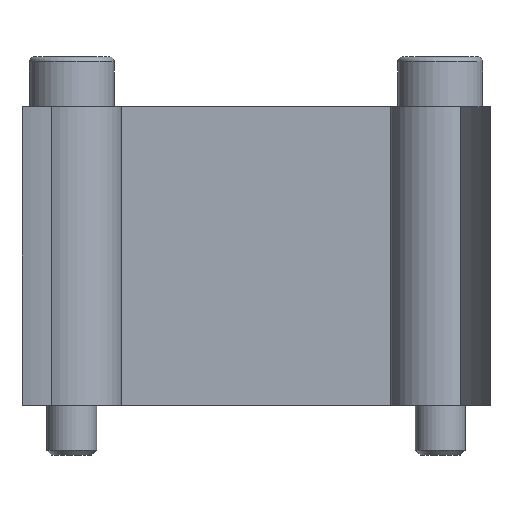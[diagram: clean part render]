
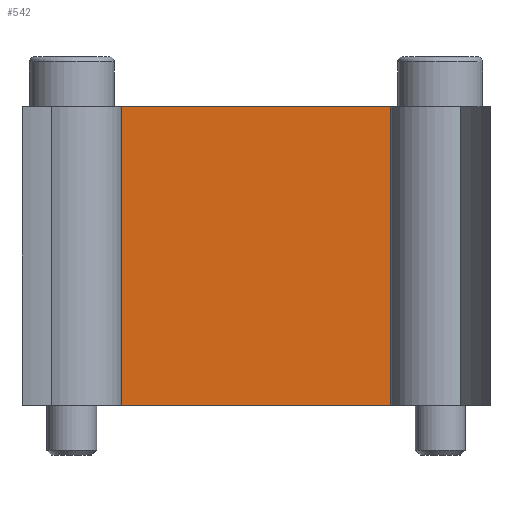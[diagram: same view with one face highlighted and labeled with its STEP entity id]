
A CAD part, front view. The second image highlights one B-rep face of the part: STEP entity #542.
In plain terms, the highlighted planar face has unit normal (0, -1, 0).
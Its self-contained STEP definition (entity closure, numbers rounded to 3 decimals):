
#50=PLANE('',#640);
#69=FACE_OUTER_BOUND('',#100,.T.);
#100=EDGE_LOOP('',(#390,#391,#392,#393));
#133=LINE('',#874,#175);
#142=LINE('',#898,#184);
#143=LINE('',#900,#185);
#144=LINE('',#901,#186);
#175=VECTOR('',#703,10.);
#184=VECTOR('',#724,10.);
#185=VECTOR('',#727,10.);
#186=VECTOR('',#728,10.);
#245=VERTEX_POINT('',#870);
#247=VERTEX_POINT('',#873);
#255=VERTEX_POINT('',#894);
#256=VERTEX_POINT('',#896);
#298=EDGE_CURVE('',#247,#245,#133,.T.);
#310=EDGE_CURVE('',#256,#255,#142,.T.);
#311=EDGE_CURVE('',#255,#245,#143,.T.);
#312=EDGE_CURVE('',#247,#256,#144,.T.);
#390=ORIENTED_EDGE('',*,*,#311,.F.);
#391=ORIENTED_EDGE('',*,*,#310,.F.);
#392=ORIENTED_EDGE('',*,*,#312,.F.);
#393=ORIENTED_EDGE('',*,*,#298,.T.);
#542=ADVANCED_FACE('',(#69),#50,.F.);
#640=AXIS2_PLACEMENT_3D('',#899,#725,#726);
#703=DIRECTION('',(0.,0.,-1.));
#724=DIRECTION('',(0.,0.,-1.));
#725=DIRECTION('center_axis',(0.,1.,0.));
#726=DIRECTION('ref_axis',(0.,0.,1.));
#727=DIRECTION('',(-1.,0.,0.));
#728=DIRECTION('',(1.,0.,0.));
#870=CARTESIAN_POINT('',(-13.917,28.,-15.));
#873=CARTESIAN_POINT('',(-13.917,28.,15.));
#874=CARTESIAN_POINT('',(-13.917,28.,15.));
#894=CARTESIAN_POINT('',(13.917,28.,-15.));
#896=CARTESIAN_POINT('',(13.917,28.,15.));
#898=CARTESIAN_POINT('',(13.917,28.,15.));
#899=CARTESIAN_POINT('Origin',(13.917,28.,15.));
#900=CARTESIAN_POINT('',(6.959,28.,-15.));
#901=CARTESIAN_POINT('',(6.959,28.,15.));
